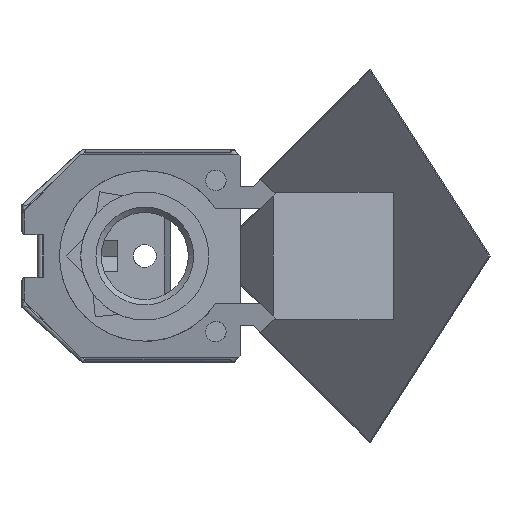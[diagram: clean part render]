
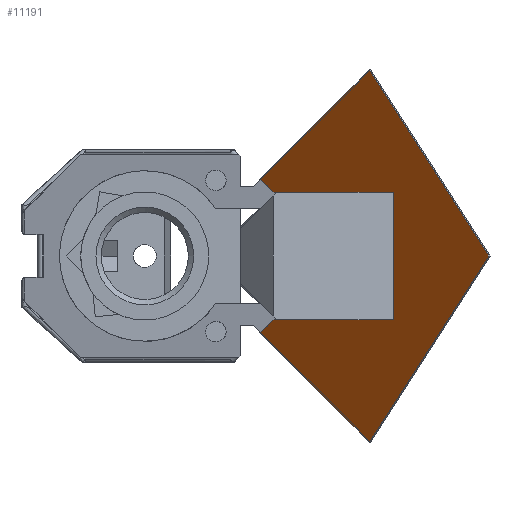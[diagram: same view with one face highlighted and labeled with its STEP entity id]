
A CAD part, left-side view. The second image highlights one B-rep face of the part: STEP entity #11191.
In plain terms, the highlighted planar face has unit normal (-0.643, 0.766, 0).
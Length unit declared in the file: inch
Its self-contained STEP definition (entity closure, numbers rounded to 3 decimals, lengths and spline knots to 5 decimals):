
#1927=FACE_OUTER_BOUND('',#2637,.T.);
#2637=EDGE_LOOP('',(#10081,#10082,#10083,#10084,#10085,#10086,#10087,#10088,
#10089,#10090,#10091,#10092,#10093));
#3422=LINE('',#22735,#4276);
#3432=LINE('',#22754,#4286);
#3439=LINE('',#22769,#4293);
#3441=LINE('',#22772,#4295);
#3445=LINE('',#22779,#4299);
#3448=LINE('',#22785,#4302);
#3452=LINE('',#22794,#4306);
#3460=LINE('',#22808,#4314);
#3466=LINE('',#22820,#4320);
#3470=LINE('',#22828,#4324);
#3475=LINE('',#22838,#4329);
#3485=LINE('',#22858,#4339);
#3486=LINE('',#22859,#4340);
#4276=VECTOR('',#14983,0.3937);
#4286=VECTOR('',#14997,0.3937);
#4293=VECTOR('',#15008,0.3937);
#4295=VECTOR('',#15012,0.3937);
#4299=VECTOR('',#15020,0.3937);
#4302=VECTOR('',#15025,0.3937);
#4306=VECTOR('',#15031,0.3937);
#4314=VECTOR('',#15043,0.3937);
#4320=VECTOR('',#15055,0.3937);
#4324=VECTOR('',#15061,0.3937);
#4329=VECTOR('',#15072,0.3937);
#4339=VECTOR('',#15096,0.3937);
#4340=VECTOR('',#15097,0.3937);
#5274=VERTEX_POINT('',#22731);
#5276=VERTEX_POINT('',#22734);
#5282=VERTEX_POINT('',#22751);
#5283=VERTEX_POINT('',#22753);
#5288=VERTEX_POINT('',#22766);
#5289=VERTEX_POINT('',#22768);
#5290=VERTEX_POINT('',#22777);
#5292=VERTEX_POINT('',#22783);
#5296=VERTEX_POINT('',#22792);
#5300=VERTEX_POINT('',#22806);
#5304=VERTEX_POINT('',#22823);
#5306=VERTEX_POINT('',#22826);
#5311=VERTEX_POINT('',#22857);
#6878=EDGE_CURVE('',#5274,#5276,#3422,.T.);
#6888=EDGE_CURVE('',#5283,#5282,#3432,.T.);
#6895=EDGE_CURVE('',#5289,#5288,#3439,.T.);
#6897=EDGE_CURVE('',#5282,#5276,#3441,.T.);
#6901=EDGE_CURVE('',#5290,#5289,#3445,.T.);
#6904=EDGE_CURVE('',#5288,#5292,#3448,.T.);
#6908=EDGE_CURVE('',#5296,#5274,#3452,.T.);
#6916=EDGE_CURVE('',#5296,#5300,#3460,.T.);
#6922=EDGE_CURVE('',#5292,#5283,#3466,.T.);
#6926=EDGE_CURVE('',#5304,#5306,#3470,.T.);
#6931=EDGE_CURVE('',#5300,#5304,#3475,.T.);
#6941=EDGE_CURVE('',#5311,#5306,#3485,.T.);
#6942=EDGE_CURVE('',#5290,#5311,#3486,.T.);
#10081=ORIENTED_EDGE('',*,*,#6904,.T.);
#10082=ORIENTED_EDGE('',*,*,#6922,.T.);
#10083=ORIENTED_EDGE('',*,*,#6888,.T.);
#10084=ORIENTED_EDGE('',*,*,#6897,.T.);
#10085=ORIENTED_EDGE('',*,*,#6878,.F.);
#10086=ORIENTED_EDGE('',*,*,#6908,.F.);
#10087=ORIENTED_EDGE('',*,*,#6916,.T.);
#10088=ORIENTED_EDGE('',*,*,#6931,.T.);
#10089=ORIENTED_EDGE('',*,*,#6926,.T.);
#10090=ORIENTED_EDGE('',*,*,#6941,.F.);
#10091=ORIENTED_EDGE('',*,*,#6942,.F.);
#10092=ORIENTED_EDGE('',*,*,#6901,.T.);
#10093=ORIENTED_EDGE('',*,*,#6895,.T.);
#10504=PLANE('',#12228);
#11191=ADVANCED_FACE('',(#1927),#10504,.T.);
#12228=AXIS2_PLACEMENT_3D('',#22856,#15094,#15095);
#14983=DIRECTION('',(0.644,0.541,-0.541));
#14997=DIRECTION('',(0.644,0.541,-0.541));
#15008=DIRECTION('',(-0.644,-0.541,-0.541));
#15012=DIRECTION('',(-0.644,-0.541,-0.541));
#15020=DIRECTION('',(0.644,0.541,-0.541));
#15025=DIRECTION('',(-0.542,-0.455,0.707));
#15031=DIRECTION('',(0.644,0.541,0.541));
#15043=DIRECTION('',(-0.766,-0.643,0.));
#15055=DIRECTION('',(0.542,0.455,0.707));
#15061=DIRECTION('',(0.766,0.643,0.));
#15072=DIRECTION('',(0.,0.,-1.));
#15094=DIRECTION('center_axis',(-0.643,0.766,0.));
#15095=DIRECTION('ref_axis',(0.,0.,1.));
#15096=DIRECTION('',(-0.644,-0.541,0.541));
#15097=DIRECTION('',(-0.644,-0.541,-0.541));
#22731=CARTESIAN_POINT('',(-0.14733,-0.67919,0.44748));
#22734=CARTESIAN_POINT('',(-0.14276,-0.67536,0.44365));
#22735=CARTESIAN_POINT('',(-0.40066,-0.89177,0.66005));
#22751=CARTESIAN_POINT('',(-0.1382,-0.67153,0.44748));
#22753=CARTESIAN_POINT('',(-0.90424,-1.31432,1.09026));
#22754=CARTESIAN_POINT('',(-0.1382,-0.67153,0.44748));
#22766=CARTESIAN_POINT('',(-0.90424,-1.31432,-1.09026));
#22768=CARTESIAN_POINT('',(-0.1382,-0.67153,-0.44748));
#22769=CARTESIAN_POINT('',(-0.1382,-0.67153,-0.44748));
#22772=CARTESIAN_POINT('',(-0.1382,-0.67153,0.44748));
#22777=CARTESIAN_POINT('',(-0.14276,-0.67536,-0.44365));
#22779=CARTESIAN_POINT('',(-0.23831,-0.75553,-0.36348));
#22783=CARTESIAN_POINT('',(-1.73944,-2.01513,0.));
#22785=CARTESIAN_POINT('',(-0.90424,-1.31432,-1.09026));
#22792=CARTESIAN_POINT('',(-0.23552,-0.75319,0.37348));
#22794=CARTESIAN_POINT('',(-0.57126,-1.03491,0.09176));
#22806=CARTESIAN_POINT('',(-1.07307,-1.45598,0.37348));
#22808=CARTESIAN_POINT('',(-0.49933,-0.97456,0.37348));
#22820=CARTESIAN_POINT('',(-0.90424,-1.31432,1.09026));
#22823=CARTESIAN_POINT('',(-1.07307,-1.45598,-0.37348));
#22826=CARTESIAN_POINT('',(-0.23552,-0.75319,-0.37348));
#22828=CARTESIAN_POINT('',(-0.49933,-0.97456,-0.37348));
#22838=CARTESIAN_POINT('',(-1.07307,-1.45598,0.35348));
#22856=CARTESIAN_POINT('Origin',(-0.77228,-1.20359,0.));
#22857=CARTESIAN_POINT('',(-0.14733,-0.67919,-0.44748));
#22858=CARTESIAN_POINT('',(-0.57126,-1.03491,-0.09176));
#22859=CARTESIAN_POINT('',(-0.40066,-0.89177,-0.66005));
